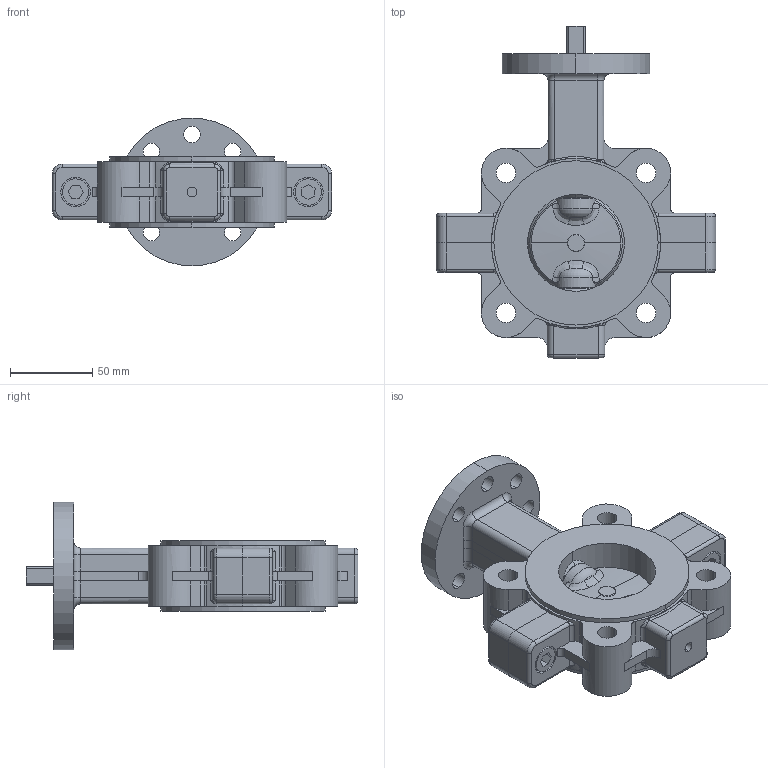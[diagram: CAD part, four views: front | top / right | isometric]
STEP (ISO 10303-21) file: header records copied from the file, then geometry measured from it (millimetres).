
FILE_DESCRIPTION (( 'STEP AP214' ), '1' );
FILE_NAME ('AS-L1-0200-PMR-XA.step', '2019-08-26T11:37:17', ( '' ), ( '' ), 'SwSTEP 2.0', 'SolidWorks 2019', '' );
FILE_SCHEMA (( 'AUTOMOTIVE_DESIGN' ));
Length unit declared in the file: inch
Products named in the file (2): AS-L1-0200-PMR-XA
Bounding box: 170 x 202.02 x 90 mm (x, y, z)
Surface area: 108789 mm2 (no closed solid volume)
Topology: 0 solids, 9 shells, 357 faces, 974 edges, 613 vertices
Faces by surface type: cylinder 150, plane 100, torus 47, bspline 36, cone 24
Entity records: 17789 total; most frequent: CARTESIAN_POINT 4162, DIRECTION 1938, ORIENTED_EDGE 1830, EDGE_CURVE 966, AXIS2_PLACEMENT_3D 769, VERTEX_POINT 613, CIRCLE 446, VECTOR 400
